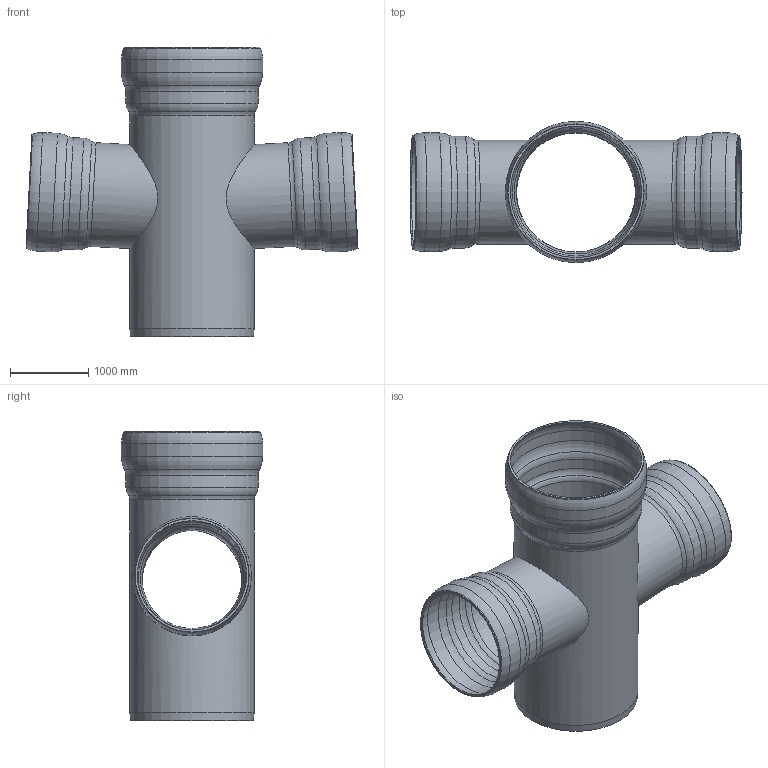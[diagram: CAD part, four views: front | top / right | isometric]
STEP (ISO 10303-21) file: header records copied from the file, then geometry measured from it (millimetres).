
FILE_DESCRIPTION(/* description */ (''),/* implementation_level */ '2;1');
FILE_NAME(/* name */ '00260.FEEX_3D.stp',/* time_stamp */ '2024-12-11T12:41:20+01:00',/* author */ ('CAD'),/* organization */ (''),/* preprocessor_version */ 'ST-DEVELOPER v20',/* originating_system */ 'AutoCAD Mechanical',/* authorisation */ '');
FILE_SCHEMA (('AUTOMOTIVE_DESIGN { 1 0 10303 214 3 1 1 }'));
Length unit declared in the file: centimetre
Products named in the file (2): Product; *S0
Assembly tree (1 placements, depth 2):
  Product
    *S0
Bounding box: 4250.43 x 1810 x 3700 mm (x, y, z)
Volume: 716767030.8 mm3; surface area: 58378446.2 mm2
Topology: 3 solids, 3 shells, 66 faces, 170 edges, 110 vertices
Faces by surface type: torus 30, cylinder 20, cone 10, plane 6
Full cylindrical faces by diameter (mm): 1280 x4, 1330 x2, 1380 x2, 1430 x2, 1520 x2, 1540 x1, 1590 x1, 1640 x1, 1690 x1, 1760 x1, 1810 x1
Entity records: 3115 total; most frequent: CARTESIAN_POINT 1357, DIRECTION 416, ORIENTED_EDGE 340, AXIS2_PLACEMENT_3D 193, EDGE_CURVE 170, CIRCLE 124, VERTEX_POINT 110, EDGE_LOOP 76
